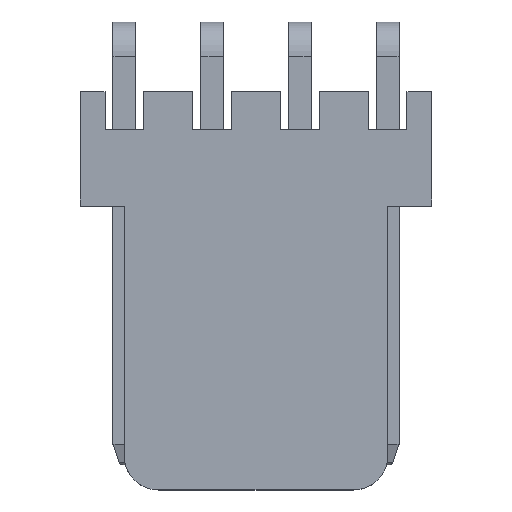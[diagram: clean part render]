
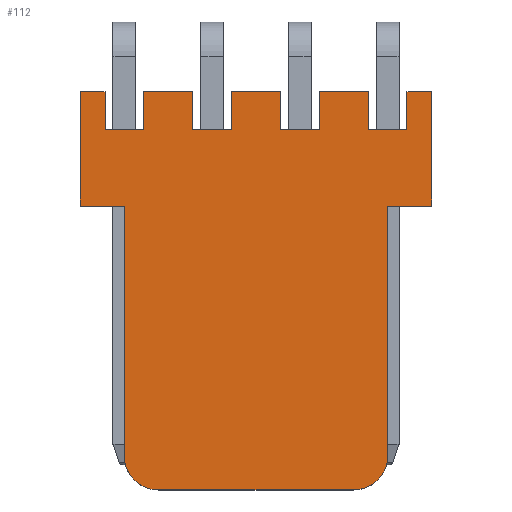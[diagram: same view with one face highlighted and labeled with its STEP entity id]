
A CAD part, top view. The second image highlights one B-rep face of the part: STEP entity #112.
In plain terms, the highlighted planar face has unit normal (0, 0, 1).
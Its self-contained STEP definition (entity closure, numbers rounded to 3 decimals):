
#112=ADVANCED_FACE('',(#272),#2420,.T.);
#272=FACE_OUTER_BOUND('',#440,.T.);
#440=EDGE_LOOP('',(#782,#783,#784,#785,#786,#787,#788,#789,#790,#791,#792,
#793,#794,#795,#796,#797,#798,#799,#800,#801,#802,#803,#804,#805,#806,#807));
#782=ORIENTED_EDGE('',*,*,#1447,.T.);
#783=ORIENTED_EDGE('',*,*,#1363,.T.);
#784=ORIENTED_EDGE('',*,*,#1336,.F.);
#785=ORIENTED_EDGE('',*,*,#1344,.F.);
#786=ORIENTED_EDGE('',*,*,#1340,.T.);
#787=ORIENTED_EDGE('',*,*,#1359,.T.);
#788=ORIENTED_EDGE('',*,*,#1360,.T.);
#789=ORIENTED_EDGE('',*,*,#1353,.T.);
#790=ORIENTED_EDGE('',*,*,#1354,.T.);
#791=ORIENTED_EDGE('',*,*,#1355,.T.);
#792=ORIENTED_EDGE('',*,*,#1356,.T.);
#793=ORIENTED_EDGE('',*,*,#1357,.T.);
#794=ORIENTED_EDGE('',*,*,#1358,.T.);
#795=ORIENTED_EDGE('',*,*,#1446,.T.);
#796=ORIENTED_EDGE('',*,*,#1411,.T.);
#797=ORIENTED_EDGE('',*,*,#1412,.T.);
#798=ORIENTED_EDGE('',*,*,#1413,.T.);
#799=ORIENTED_EDGE('',*,*,#1414,.T.);
#800=ORIENTED_EDGE('',*,*,#1415,.T.);
#801=ORIENTED_EDGE('',*,*,#1416,.T.);
#802=ORIENTED_EDGE('',*,*,#1417,.T.);
#803=ORIENTED_EDGE('',*,*,#1409,.F.);
#804=ORIENTED_EDGE('',*,*,#1397,.F.);
#805=ORIENTED_EDGE('',*,*,#1400,.F.);
#806=ORIENTED_EDGE('',*,*,#1394,.F.);
#807=ORIENTED_EDGE('',*,*,#1419,.T.);
#1336=EDGE_CURVE('',#2108,#2109,#1754,.T.);
#1340=EDGE_CURVE('',#2112,#2113,#1758,.T.);
#1344=EDGE_CURVE('',#2112,#2108,#1762,.T.);
#1353=EDGE_CURVE('',#2125,#2126,#1771,.T.);
#1354=EDGE_CURVE('',#2126,#2127,#1772,.T.);
#1355=EDGE_CURVE('',#2127,#2128,#1773,.T.);
#1356=EDGE_CURVE('',#2128,#2129,#1774,.T.);
#1357=EDGE_CURVE('',#2129,#2130,#1775,.T.);
#1358=EDGE_CURVE('',#2130,#2131,#1776,.T.);
#1359=EDGE_CURVE('',#2113,#2133,#1777,.T.);
#1360=EDGE_CURVE('',#2133,#2125,#1778,.T.);
#1363=EDGE_CURVE('',#2132,#2109,#1723,.T.);
#1394=EDGE_CURVE('',#2152,#2153,#1802,.T.);
#1397=EDGE_CURVE('',#2155,#2156,#1805,.T.);
#1400=EDGE_CURVE('',#2153,#2155,#1808,.T.);
#1409=EDGE_CURVE('',#2156,#2167,#1817,.T.);
#1411=EDGE_CURVE('',#2168,#2169,#1819,.T.);
#1412=EDGE_CURVE('',#2169,#2170,#1820,.T.);
#1413=EDGE_CURVE('',#2170,#2171,#1821,.T.);
#1414=EDGE_CURVE('',#2171,#2172,#1822,.T.);
#1415=EDGE_CURVE('',#2172,#2173,#1823,.T.);
#1416=EDGE_CURVE('',#2173,#2174,#1824,.T.);
#1417=EDGE_CURVE('',#2174,#2167,#1825,.T.);
#1419=EDGE_CURVE('',#2152,#2175,#1732,.T.);
#1446=EDGE_CURVE('',#2131,#2168,#1848,.T.);
#1447=EDGE_CURVE('',#2175,#2132,#1849,.T.);
#1723=(
BOUNDED_CURVE()
B_SPLINE_CURVE(2,(#3043,#3044,#3045),.UNSPECIFIED.,.F.,.F.)
B_SPLINE_CURVE_WITH_KNOTS((3,3),(-1.571,0.),.UNSPECIFIED.)
CURVE()
GEOMETRIC_REPRESENTATION_ITEM()
RATIONAL_B_SPLINE_CURVE((1.,0.707,1.))
REPRESENTATION_ITEM('')
);
#1732=(
BOUNDED_CURVE()
B_SPLINE_CURVE(2,(#3164,#3165,#3166),.UNSPECIFIED.,.F.,.F.)
B_SPLINE_CURVE_WITH_KNOTS((3,3),(-1.571,0.),.UNSPECIFIED.)
CURVE()
GEOMETRIC_REPRESENTATION_ITEM()
RATIONAL_B_SPLINE_CURVE((1.,0.707,1.))
REPRESENTATION_ITEM('')
);
#1754=B_SPLINE_CURVE_WITH_KNOTS('',1,(#2988,#2989),.UNSPECIFIED.,.F.,.F.,
(2,2),(0.,7.2),.UNSPECIFIED.);
#1758=B_SPLINE_CURVE_WITH_KNOTS('',1,(#2996,#2997),.UNSPECIFIED.,.F.,.F.,
(2,2),(-3.3,0.),.UNSPECIFIED.);
#1762=B_SPLINE_CURVE_WITH_KNOTS('',1,(#3004,#3005),.UNSPECIFIED.,.F.,.F.,
(2,2),(0.,1.27),.UNSPECIFIED.);
#1771=B_SPLINE_CURVE_WITH_KNOTS('',1,(#3022,#3023),.UNSPECIFIED.,.F.,.F.,
(2,2),(0.,1.1),.UNSPECIFIED.);
#1772=B_SPLINE_CURVE_WITH_KNOTS('',1,(#3024,#3025),.UNSPECIFIED.,.F.,.F.,
(2,2),(0.,1.1),.UNSPECIFIED.);
#1773=B_SPLINE_CURVE_WITH_KNOTS('',1,(#3026,#3027),.UNSPECIFIED.,.F.,.F.,
(2,2),(0.,1.44),.UNSPECIFIED.);
#1774=B_SPLINE_CURVE_WITH_KNOTS('',1,(#3028,#3029),.UNSPECIFIED.,.F.,.F.,
(2,2),(0.,1.1),.UNSPECIFIED.);
#1775=B_SPLINE_CURVE_WITH_KNOTS('',1,(#3030,#3031),.UNSPECIFIED.,.F.,.F.,
(2,2),(0.,1.1),.UNSPECIFIED.);
#1776=B_SPLINE_CURVE_WITH_KNOTS('',1,(#3032,#3033),.UNSPECIFIED.,.F.,.F.,
(2,2),(0.,1.1),.UNSPECIFIED.);
#1777=B_SPLINE_CURVE_WITH_KNOTS('',1,(#3034,#3035),.UNSPECIFIED.,.F.,.F.,
(2,2),(0.,0.72),.UNSPECIFIED.);
#1778=B_SPLINE_CURVE_WITH_KNOTS('',1,(#3036,#3037),.UNSPECIFIED.,.F.,.F.,
(2,2),(0.,1.1),.UNSPECIFIED.);
#1802=B_SPLINE_CURVE_WITH_KNOTS('',1,(#3114,#3115),.UNSPECIFIED.,.F.,.F.,
(2,2),(0.,7.2),.UNSPECIFIED.);
#1805=B_SPLINE_CURVE_WITH_KNOTS('',1,(#3120,#3121),.UNSPECIFIED.,.F.,.F.,
(2,2),(0.,3.3),.UNSPECIFIED.);
#1808=B_SPLINE_CURVE_WITH_KNOTS('',1,(#3126,#3127),.UNSPECIFIED.,.F.,.F.,
(2,2),(0.,1.27),.UNSPECIFIED.);
#1817=B_SPLINE_CURVE_WITH_KNOTS('',1,(#3144,#3145),.UNSPECIFIED.,.F.,.F.,
(2,2),(0.,0.72),.UNSPECIFIED.);
#1819=B_SPLINE_CURVE_WITH_KNOTS('',1,(#3148,#3149),.UNSPECIFIED.,.F.,.F.,
(2,2),(0.,1.1),.UNSPECIFIED.);
#1820=B_SPLINE_CURVE_WITH_KNOTS('',1,(#3150,#3151),.UNSPECIFIED.,.F.,.F.,
(2,2),(0.,1.1),.UNSPECIFIED.);
#1821=B_SPLINE_CURVE_WITH_KNOTS('',1,(#3152,#3153),.UNSPECIFIED.,.F.,.F.,
(2,2),(0.,1.1),.UNSPECIFIED.);
#1822=B_SPLINE_CURVE_WITH_KNOTS('',1,(#3154,#3155),.UNSPECIFIED.,.F.,.F.,
(2,2),(0.,1.44),.UNSPECIFIED.);
#1823=B_SPLINE_CURVE_WITH_KNOTS('',1,(#3156,#3157),.UNSPECIFIED.,.F.,.F.,
(2,2),(0.,1.1),.UNSPECIFIED.);
#1824=B_SPLINE_CURVE_WITH_KNOTS('',1,(#3158,#3159),.UNSPECIFIED.,.F.,.F.,
(2,2),(0.,1.1),.UNSPECIFIED.);
#1825=B_SPLINE_CURVE_WITH_KNOTS('',1,(#3160,#3161),.UNSPECIFIED.,.F.,.F.,
(2,2),(0.,1.1),.UNSPECIFIED.);
#1848=B_SPLINE_CURVE_WITH_KNOTS('',1,(#3226,#3227,#3228),.UNSPECIFIED.,
 .F.,.F.,(2,1,2),(0.,0.72,1.44),.UNSPECIFIED.);
#1849=B_SPLINE_CURVE_WITH_KNOTS('',1,(#3229,#3230,#3231),.UNSPECIFIED.,
 .F.,.F.,(2,1,2),(0.,2.81,5.62),.UNSPECIFIED.);
#2108=VERTEX_POINT('',#2880);
#2109=VERTEX_POINT('',#2881);
#2112=VERTEX_POINT('',#2884);
#2113=VERTEX_POINT('',#2885);
#2125=VERTEX_POINT('',#2897);
#2126=VERTEX_POINT('',#2898);
#2127=VERTEX_POINT('',#2899);
#2128=VERTEX_POINT('',#2900);
#2129=VERTEX_POINT('',#2901);
#2130=VERTEX_POINT('',#2902);
#2131=VERTEX_POINT('',#2903);
#2132=VERTEX_POINT('',#2904);
#2133=VERTEX_POINT('',#2905);
#2152=VERTEX_POINT('',#2924);
#2153=VERTEX_POINT('',#2925);
#2155=VERTEX_POINT('',#2927);
#2156=VERTEX_POINT('',#2928);
#2167=VERTEX_POINT('',#2939);
#2168=VERTEX_POINT('',#2940);
#2169=VERTEX_POINT('',#2941);
#2170=VERTEX_POINT('',#2942);
#2171=VERTEX_POINT('',#2943);
#2172=VERTEX_POINT('',#2944);
#2173=VERTEX_POINT('',#2945);
#2174=VERTEX_POINT('',#2946);
#2175=VERTEX_POINT('',#2947);
#2420=PLANE('',#2550);
#2550=AXIS2_PLACEMENT_3D('',#2860,#2663,$);
#2663=DIRECTION('',(0.,0.,1.));
#2860=CARTESIAN_POINT('',(99.048,19.782,5.81));
#2880=CARTESIAN_POINT('',(125.73,15.32,5.81));
#2881=CARTESIAN_POINT('',(125.73,8.12,5.81));
#2884=CARTESIAN_POINT('',(127.,15.32,5.81));
#2885=CARTESIAN_POINT('',(127.,18.62,5.81));
#2897=CARTESIAN_POINT('',(126.28,17.52,5.81));
#2898=CARTESIAN_POINT('',(125.18,17.52,5.81));
#2899=CARTESIAN_POINT('',(125.18,18.62,5.81));
#2900=CARTESIAN_POINT('',(123.74,18.62,5.81));
#2901=CARTESIAN_POINT('',(123.74,17.52,5.81));
#2902=CARTESIAN_POINT('',(122.64,17.52,5.81));
#2903=CARTESIAN_POINT('',(122.64,18.62,5.81));
#2904=CARTESIAN_POINT('',(124.73,7.12,5.81));
#2905=CARTESIAN_POINT('',(126.28,18.62,5.81));
#2924=CARTESIAN_POINT('',(118.11,8.12,5.81));
#2925=CARTESIAN_POINT('',(118.11,15.32,5.81));
#2927=CARTESIAN_POINT('',(116.84,15.32,5.81));
#2928=CARTESIAN_POINT('',(116.84,18.62,5.81));
#2939=CARTESIAN_POINT('',(117.56,18.62,5.81));
#2940=CARTESIAN_POINT('',(121.2,18.62,5.81));
#2941=CARTESIAN_POINT('',(121.2,17.52,5.81));
#2942=CARTESIAN_POINT('',(120.1,17.52,5.81));
#2943=CARTESIAN_POINT('',(120.1,18.62,5.81));
#2944=CARTESIAN_POINT('',(118.66,18.62,5.81));
#2945=CARTESIAN_POINT('',(118.66,17.52,5.81));
#2946=CARTESIAN_POINT('',(117.56,17.52,5.81));
#2947=CARTESIAN_POINT('',(119.11,7.12,5.81));
#2988=CARTESIAN_POINT('',(125.73,15.32,5.81));
#2989=CARTESIAN_POINT('',(125.73,8.12,5.81));
#2996=CARTESIAN_POINT('',(127.,15.32,5.81));
#2997=CARTESIAN_POINT('',(127.,18.62,5.81));
#3004=CARTESIAN_POINT('',(127.,15.32,5.81));
#3005=CARTESIAN_POINT('',(125.73,15.32,5.81));
#3022=CARTESIAN_POINT('',(126.28,17.52,5.81));
#3023=CARTESIAN_POINT('',(125.18,17.52,5.81));
#3024=CARTESIAN_POINT('',(125.18,17.52,5.81));
#3025=CARTESIAN_POINT('',(125.18,18.62,5.81));
#3026=CARTESIAN_POINT('',(125.18,18.62,5.81));
#3027=CARTESIAN_POINT('',(123.74,18.62,5.81));
#3028=CARTESIAN_POINT('',(123.74,18.62,5.81));
#3029=CARTESIAN_POINT('',(123.74,17.52,5.81));
#3030=CARTESIAN_POINT('',(123.74,17.52,5.81));
#3031=CARTESIAN_POINT('',(122.64,17.52,5.81));
#3032=CARTESIAN_POINT('',(122.64,17.52,5.81));
#3033=CARTESIAN_POINT('',(122.64,18.62,5.81));
#3034=CARTESIAN_POINT('',(127.,18.62,5.81));
#3035=CARTESIAN_POINT('',(126.28,18.62,5.81));
#3036=CARTESIAN_POINT('',(126.28,18.62,5.81));
#3037=CARTESIAN_POINT('',(126.28,17.52,5.81));
#3043=CARTESIAN_POINT('',(124.73,7.12,5.81));
#3044=CARTESIAN_POINT('',(125.73,7.12,5.81));
#3045=CARTESIAN_POINT('',(125.73,8.12,5.81));
#3114=CARTESIAN_POINT('',(118.11,8.12,5.81));
#3115=CARTESIAN_POINT('',(118.11,15.32,5.81));
#3120=CARTESIAN_POINT('',(116.84,15.32,5.81));
#3121=CARTESIAN_POINT('',(116.84,18.62,5.81));
#3126=CARTESIAN_POINT('',(118.11,15.32,5.81));
#3127=CARTESIAN_POINT('',(116.84,15.32,5.81));
#3144=CARTESIAN_POINT('',(116.84,18.62,5.81));
#3145=CARTESIAN_POINT('',(117.56,18.62,5.81));
#3148=CARTESIAN_POINT('',(121.2,18.62,5.81));
#3149=CARTESIAN_POINT('',(121.2,17.52,5.81));
#3150=CARTESIAN_POINT('',(121.2,17.52,5.81));
#3151=CARTESIAN_POINT('',(120.1,17.52,5.81));
#3152=CARTESIAN_POINT('',(120.1,17.52,5.81));
#3153=CARTESIAN_POINT('',(120.1,18.62,5.81));
#3154=CARTESIAN_POINT('',(120.1,18.62,5.81));
#3155=CARTESIAN_POINT('',(118.66,18.62,5.81));
#3156=CARTESIAN_POINT('',(118.66,18.62,5.81));
#3157=CARTESIAN_POINT('',(118.66,17.52,5.81));
#3158=CARTESIAN_POINT('',(118.66,17.52,5.81));
#3159=CARTESIAN_POINT('',(117.56,17.52,5.81));
#3160=CARTESIAN_POINT('',(117.56,17.52,5.81));
#3161=CARTESIAN_POINT('',(117.56,18.62,5.81));
#3164=CARTESIAN_POINT('',(118.11,8.12,5.81));
#3165=CARTESIAN_POINT('',(118.11,7.12,5.81));
#3166=CARTESIAN_POINT('',(119.11,7.12,5.81));
#3226=CARTESIAN_POINT('',(122.64,18.62,5.81));
#3227=CARTESIAN_POINT('',(121.92,18.62,5.81));
#3228=CARTESIAN_POINT('',(121.2,18.62,5.81));
#3229=CARTESIAN_POINT('',(119.11,7.12,5.81));
#3230=CARTESIAN_POINT('',(121.92,7.12,5.81));
#3231=CARTESIAN_POINT('',(124.73,7.12,5.81));
